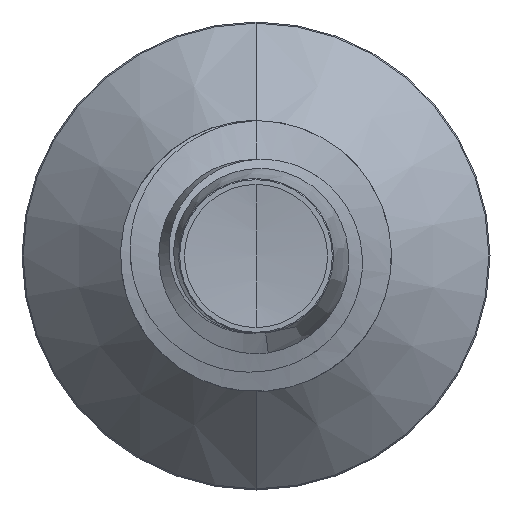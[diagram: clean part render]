
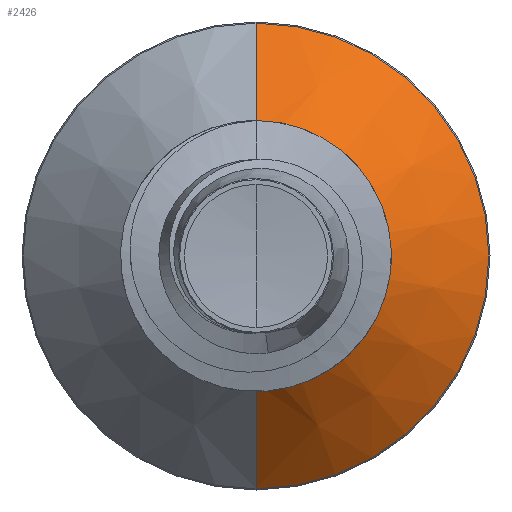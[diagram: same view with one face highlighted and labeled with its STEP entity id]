
A CAD part, front view. The second image highlights one B-rep face of the part: STEP entity #2426.
In plain terms, the highlighted conical face has half-angle 45 degrees and reference radius 1.034 mm.
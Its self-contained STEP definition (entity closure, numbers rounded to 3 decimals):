
#55 = ORIENTED_EDGE ( 'NONE', *, *, #6890, .T. ) ;
#82 = DIRECTION ( 'NONE',  ( 0., 1., 0. ) ) ;
#397 = EDGE_CURVE ( 'NONE', #5071, #4415, #7094, .T. ) ;
#635 = VECTOR ( 'NONE', #7344, 1000. ) ;
#961 = CARTESIAN_POINT ( 'NONE',  ( 0., 2.284, 1.034 ) ) ;
#1119 = DIRECTION ( 'NONE',  ( 0., 0.707, 0.707 ) ) ;
#1190 = ORIENTED_EDGE ( 'NONE', *, *, #397, .F. ) ;
#1711 = AXIS2_PLACEMENT_3D ( 'NONE', #3127, #82, #6809 ) ;
#1738 = VERTEX_POINT ( 'NONE', #2017 ) ;
#1913 = CARTESIAN_POINT ( 'NONE',  ( 0., 3.14, -1.89 ) ) ;
#2017 = CARTESIAN_POINT ( 'NONE',  ( 0., 2.284, -1.034 ) ) ;
#2245 = LINE ( 'NONE', #3658, #635 ) ;
#2264 = DIRECTION ( 'NONE',  ( 0., 0., 1. ) ) ;
#2426 = ADVANCED_FACE ( 'NONE', ( #3485 ), #3295, .T. ) ;
#2723 = LINE ( 'NONE', #4758, #5974 ) ;
#2975 = EDGE_CURVE ( 'NONE', #5446, #5071, #2723, .T. ) ;
#3127 = CARTESIAN_POINT ( 'NONE',  ( 0., 2.284, 0. ) ) ;
#3295 = CONICAL_SURFACE ( 'NONE', #1711, 1.034, 0.785 ) ;
#3485 = FACE_OUTER_BOUND ( 'NONE', #4322, .T. ) ;
#3642 = CARTESIAN_POINT ( 'NONE',  ( 0., 2.284, 0. ) ) ;
#3658 = CARTESIAN_POINT ( 'NONE',  ( 0., 2.284, -1.034 ) ) ;
#4082 = EDGE_CURVE ( 'NONE', #5446, #1738, #4444, .T. ) ;
#4256 = DIRECTION ( 'NONE',  ( 0., 0., 1. ) ) ;
#4322 = EDGE_LOOP ( 'NONE', ( #5947, #55, #1190, #7691 ) ) ;
#4415 = VERTEX_POINT ( 'NONE', #1913 ) ;
#4444 = CIRCLE ( 'NONE', #7704, 1.034 ) ;
#4758 = CARTESIAN_POINT ( 'NONE',  ( 0., 2.284, 1.034 ) ) ;
#5071 = VERTEX_POINT ( 'NONE', #7325 ) ;
#5437 = AXIS2_PLACEMENT_3D ( 'NONE', #6876, #5990, #2264 ) ;
#5446 = VERTEX_POINT ( 'NONE', #961 ) ;
#5947 = ORIENTED_EDGE ( 'NONE', *, *, #4082, .T. ) ;
#5974 = VECTOR ( 'NONE', #1119, 1000. ) ;
#5990 = DIRECTION ( 'NONE',  ( 0., 1., 0. ) ) ;
#6809 = DIRECTION ( 'NONE',  ( 0., 0., 1. ) ) ;
#6876 = CARTESIAN_POINT ( 'NONE',  ( 0., 3.14, 0. ) ) ;
#6890 = EDGE_CURVE ( 'NONE', #1738, #4415, #2245, .T. ) ;
#7094 = CIRCLE ( 'NONE', #5437, 1.89 ) ;
#7325 = CARTESIAN_POINT ( 'NONE',  ( 0., 3.14, 1.89 ) ) ;
#7344 = DIRECTION ( 'NONE',  ( 0., 0.707, -0.707 ) ) ;
#7691 = ORIENTED_EDGE ( 'NONE', *, *, #2975, .F. ) ;
#7704 = AXIS2_PLACEMENT_3D ( 'NONE', #3642, #7951, #4256 ) ;
#7951 = DIRECTION ( 'NONE',  ( 0., 1., 0. ) ) ;
